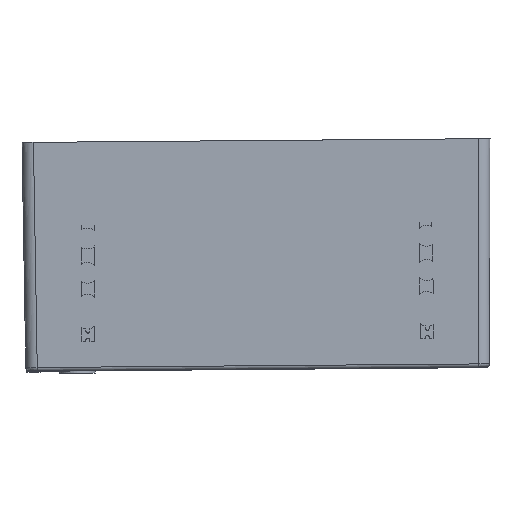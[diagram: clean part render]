
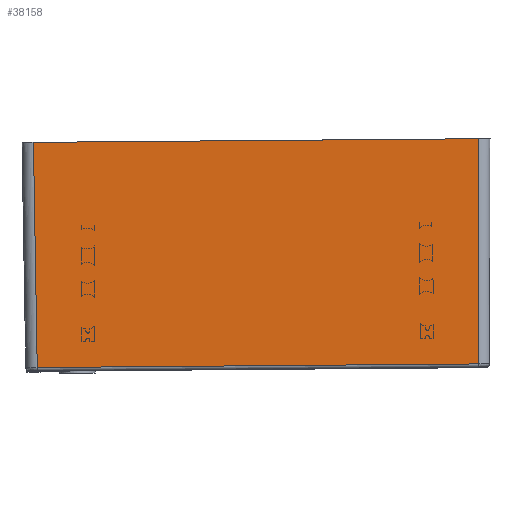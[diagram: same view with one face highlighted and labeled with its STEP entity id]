
A CAD part, front view. The second image highlights one B-rep face of the part: STEP entity #38158.
In plain terms, the highlighted planar face has unit normal (0, -1, -0.009).
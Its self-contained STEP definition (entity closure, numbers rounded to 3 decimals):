
#20162=DIRECTION('',(-1.,0.,0.));
#20163=VECTOR('',#20162,386.053);
#20164=CARTESIAN_POINT('',(193.026,-324.526,
2.974));
#20165=LINE('',#20164,#20163);
#20166=DIRECTION('',(-1.,0.,0.));
#20167=VECTOR('',#20166,389.492);
#20168=CARTESIAN_POINT('',(194.746,-326.245,200.));
#20169=LINE('',#20168,#20167);
#20170=DIRECTION('',(-0.009,0.009,-1.));
#20171=VECTOR('',#20170,197.041);
#20172=CARTESIAN_POINT('',(194.746,-326.245,200.));
#20173=LINE('',#20172,#20171);
#20174=DIRECTION('',(0.009,0.009,-1.));
#20175=VECTOR('',#20174,197.041);
#20176=CARTESIAN_POINT('',(-194.746,-326.245,200.));
#20177=LINE('',#20176,#20175);
#22305=CARTESIAN_POINT('',(194.746,-326.245,200.));
#22306=CARTESIAN_POINT('',(193.026,-324.526,
2.974));
#22307=VERTEX_POINT('',#22305);
#22308=VERTEX_POINT('',#22306);
#23001=CARTESIAN_POINT('',(-194.746,-326.245,200.));
#23002=CARTESIAN_POINT('',(-193.026,-324.526,
2.974));
#23003=VERTEX_POINT('',#23001);
#23004=VERTEX_POINT('',#23002);
#38146=CARTESIAN_POINT('',(101.5,-324.5,0.));
#38147=DIRECTION('',(0.,1.,0.009));
#38148=DIRECTION('',(-1.,0.,0.));
#38149=AXIS2_PLACEMENT_3D('',#38146,#38147,#38148);
#38150=PLANE('',#38149);
#38151=ORIENTED_EDGE('',*,*,#23716,.F.);
#38153=ORIENTED_EDGE('',*,*,#38152,.T.);
#38154=ORIENTED_EDGE('',*,*,#38136,.T.);
#38155=ORIENTED_EDGE('',*,*,#37674,.F.);
#38156=EDGE_LOOP('',(#38151,#38153,#38154,#38155));
#38157=FACE_OUTER_BOUND('',#38156,.F.);
#38158=ADVANCED_FACE('',(#38157),#38150,.F.);
#23716=EDGE_CURVE('',#22307,#23003,#20169,.T.);
#37674=EDGE_CURVE('',#23003,#23004,#20177,.T.);
#38136=EDGE_CURVE('',#22308,#23004,#20165,.T.);
#38152=EDGE_CURVE('',#22307,#22308,#20173,.T.);
